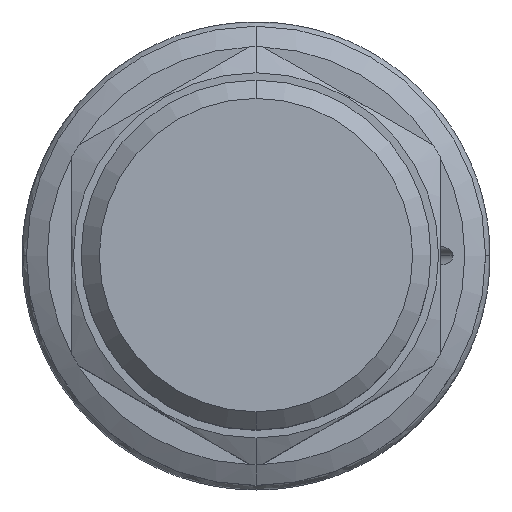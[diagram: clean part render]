
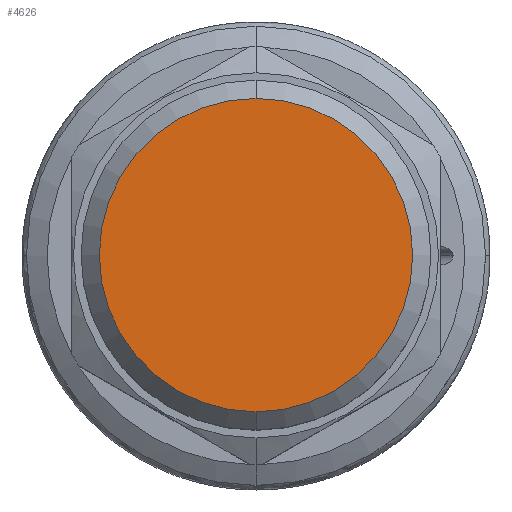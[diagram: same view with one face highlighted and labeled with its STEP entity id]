
A CAD part, top view. The second image highlights one B-rep face of the part: STEP entity #4626.
In plain terms, the highlighted planar face has unit normal (0, 0, 1).
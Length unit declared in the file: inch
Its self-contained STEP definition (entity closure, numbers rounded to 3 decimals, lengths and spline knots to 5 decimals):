
#2807=CARTESIAN_POINT('',(0.,0.,4.282));
#2808=DIRECTION('',(0.,0.,1.));
#2809=DIRECTION('',(0.,-1.,0.));
#2810=AXIS2_PLACEMENT_3D('',#2807,#2808,#2809);
#2825=CARTESIAN_POINT('',(0.,0.,4.282));
#2826=DIRECTION('',(0.,0.,1.));
#2827=DIRECTION('',(0.,1.,0.));
#2828=AXIS2_PLACEMENT_3D('',#2825,#2826,#2827);
#3110=CARTESIAN_POINT('',(0.,0.532,4.282));
#3111=CARTESIAN_POINT('',(0.,-0.532,4.282));
#3112=VERTEX_POINT('',#3110);
#3113=VERTEX_POINT('',#3111);
#4616=CARTESIAN_POINT('',(0.,0.,4.282));
#4617=DIRECTION('',(0.,0.,1.));
#4618=DIRECTION('',(0.,1.,0.));
#4619=AXIS2_PLACEMENT_3D('',#4616,#4617,#4618);
#4620=PLANE('',#4619);
#4621=ORIENTED_EDGE('',*,*,#4606,.F.);
#4623=ORIENTED_EDGE('',*,*,#4622,.F.);
#4624=EDGE_LOOP('',(#4621,#4623));
#4625=FACE_OUTER_BOUND('',#4624,.F.);
#4626=ADVANCED_FACE('',(#4625),#4620,.T.);
#2811=CIRCLE('',#2810,0.532);
#2829=CIRCLE('',#2828,0.532);
#4606=EDGE_CURVE('',#3113,#3112,#2811,.T.);
#4622=EDGE_CURVE('',#3112,#3113,#2829,.T.);
